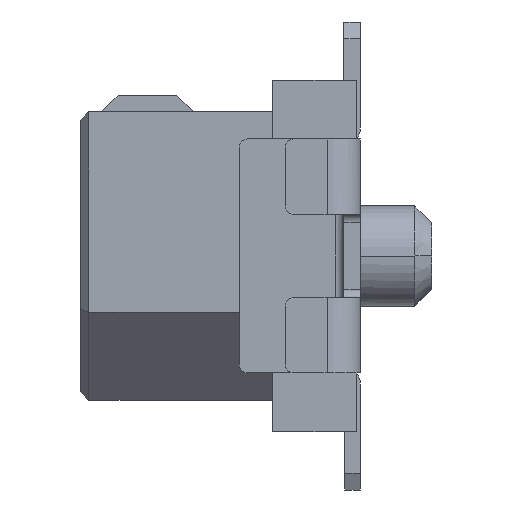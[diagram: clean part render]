
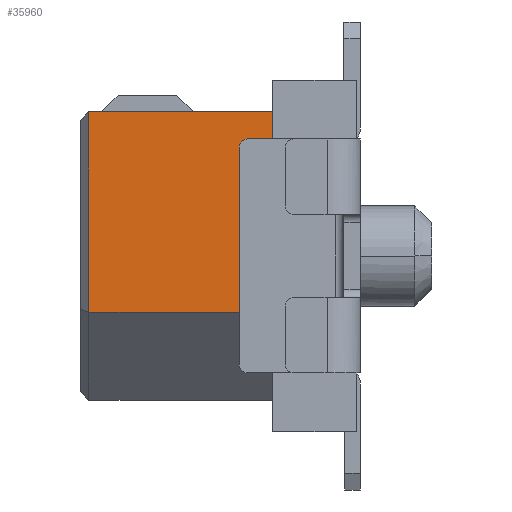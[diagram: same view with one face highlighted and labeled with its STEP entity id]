
A CAD part, left-side view. The second image highlights one B-rep face of the part: STEP entity #35960.
In plain terms, the highlighted planar face has unit normal (-1, 0, 0).
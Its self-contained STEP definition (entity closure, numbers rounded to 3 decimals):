
#2085 = EDGE_CURVE ( 'NONE', #35225, #16097, #9661, .T. ) ;
#3280 = CARTESIAN_POINT ( 'NONE',  ( -3.85, 1., -0.725 ) ) ;
#4626 = DIRECTION ( 'NONE',  ( -1., 0., 0. ) ) ;
#6557 = VECTOR ( 'NONE', #9528, 1000. ) ;
#7559 = DIRECTION ( 'NONE',  ( 0., 1., 0. ) ) ;
#8083 = DIRECTION ( 'NONE',  ( 0., -1., 0. ) ) ;
#9528 = DIRECTION ( 'NONE',  ( 0., 0., 1. ) ) ;
#9661 = LINE ( 'NONE', #21578, #34299 ) ;
#10123 = EDGE_LOOP ( 'NONE', ( #33763, #18980, #32093, #13937 ) ) ;
#11171 = AXIS2_PLACEMENT_3D ( 'NONE', #33412, #4626, #36263 ) ;
#11473 = VERTEX_POINT ( 'NONE', #29820 ) ;
#11737 = VECTOR ( 'NONE', #13238, 1000. ) ;
#13238 = DIRECTION ( 'NONE',  ( 0., 0., 1. ) ) ;
#13937 = ORIENTED_EDGE ( 'NONE', *, *, #17170, .F. ) ;
#16097 = VERTEX_POINT ( 'NONE', #31716 ) ;
#16415 = CARTESIAN_POINT ( 'NONE',  ( -3.85, 1., -0.675 ) ) ;
#17170 = EDGE_CURVE ( 'NONE', #11473, #16097, #21751, .T. ) ;
#18908 = CARTESIAN_POINT ( 'NONE',  ( -3.85, 3.2, -0.725 ) ) ;
#18980 = ORIENTED_EDGE ( 'NONE', *, *, #37475, .T. ) ;
#21578 = CARTESIAN_POINT ( 'NONE',  ( -3.85, 1., 1.725 ) ) ;
#21751 = LINE ( 'NONE', #18908, #11737 ) ;
#22469 = CARTESIAN_POINT ( 'NONE',  ( -3.85, 1., -0.675 ) ) ;
#22555 = VERTEX_POINT ( 'NONE', #16415 ) ;
#27351 = PLANE ( 'NONE',  #11171 ) ;
#27378 = EDGE_CURVE ( 'NONE', #11473, #22555, #37055, .T. ) ;
#28119 = VECTOR ( 'NONE', #8083, 1000. ) ;
#29820 = CARTESIAN_POINT ( 'NONE',  ( -3.85, 3.2, -0.675 ) ) ;
#31716 = CARTESIAN_POINT ( 'NONE',  ( -3.85, 3.2, 1.725 ) ) ;
#32093 = ORIENTED_EDGE ( 'NONE', *, *, #2085, .T. ) ;
#33412 = CARTESIAN_POINT ( 'NONE',  ( -3.85, 1., -1.725 ) ) ;
#33763 = ORIENTED_EDGE ( 'NONE', *, *, #27378, .T. ) ;
#34299 = VECTOR ( 'NONE', #7559, 1000. ) ;
#35225 = VERTEX_POINT ( 'NONE', #36336 ) ;
#35471 = LINE ( 'NONE', #3280, #6557 ) ;
#35960 = ADVANCED_FACE ( 'NONE', ( #37327 ), #27351, .T. ) ;
#36263 = DIRECTION ( 'NONE',  ( 0., 0., 1. ) ) ;
#36336 = CARTESIAN_POINT ( 'NONE',  ( -3.85, 1., 1.725 ) ) ;
#37055 = LINE ( 'NONE', #22469, #28119 ) ;
#37327 = FACE_OUTER_BOUND ( 'NONE', #10123, .T. ) ;
#37475 = EDGE_CURVE ( 'NONE', #22555, #35225, #35471, .T. ) ;
